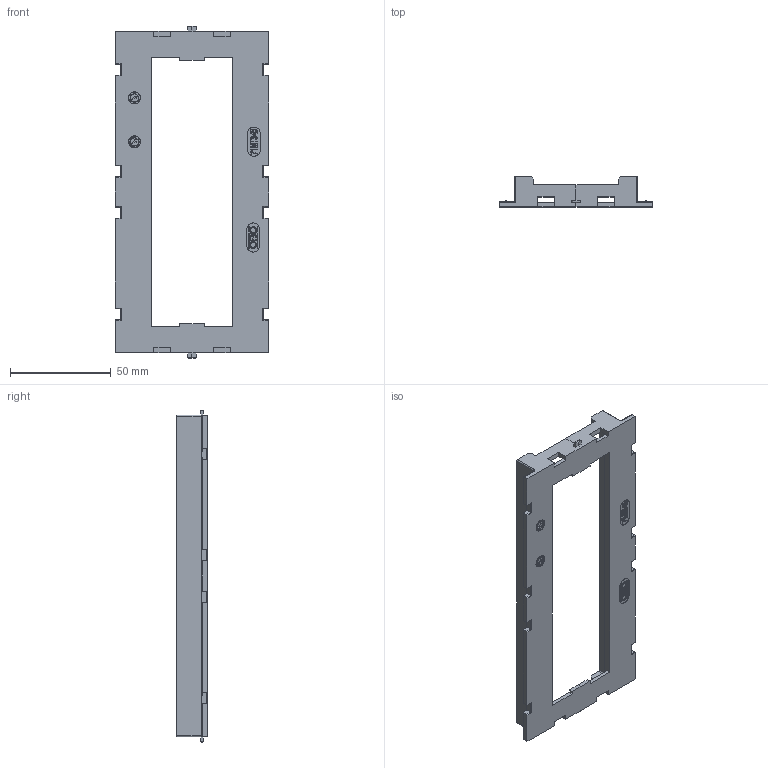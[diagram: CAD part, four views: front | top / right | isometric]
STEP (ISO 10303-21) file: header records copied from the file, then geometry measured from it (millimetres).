
FILE_DESCRIPTION(/* description */ (''),/* implementation_level */ '2;1');
FILE_NAME(/* name */ '6288574',/* time_stamp */ '2015-07-03T13:11:23+02:00',/* author */ (''),/* organization */ (''),/* preprocessor_version */ 'ST-DEVELOPER v15',/* originating_system */ '',/* authorisation */ '');
FILE_SCHEMA (('CONFIG_CONTROL_DESIGN'));
Length unit declared in the file: millimetre
Products named in the file (1): Document
Bounding box: 76.2 x 15 x 165 mm (x, y, z)
Volume: 28963.4 mm3; surface area: 26824.7 mm2
Topology: 1 solids, 1 shells, 722 faces, 1913 edges, 1232 vertices
Faces by surface type: plane 491, bspline 231
Entity records: 30587 total; most frequent: CARTESIAN_POINT 17879, ORIENTED_EDGE 3802, EDGE_CURVE 1901, B_SPLINE_CURVE_WITH_KNOTS 1767, VERTEX_POINT 1232, EDGE_LOOP 783, ADVANCED_FACE 722, FACE_OUTER_BOUND 722
